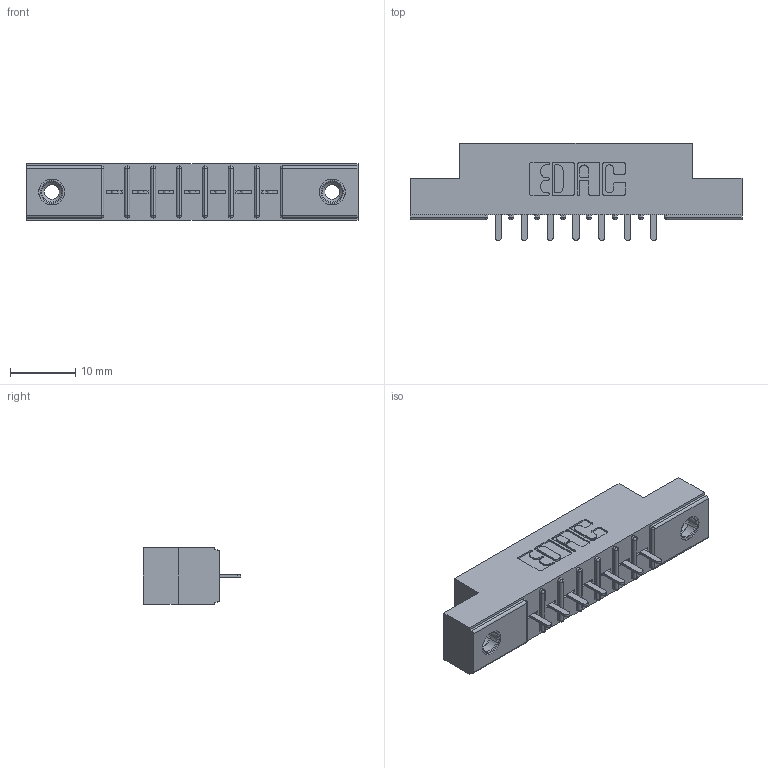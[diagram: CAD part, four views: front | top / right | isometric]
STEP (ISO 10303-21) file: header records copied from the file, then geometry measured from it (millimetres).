
FILE_DESCRIPTION (( 'STEP AP203' ), '1' );
FILE_NAME ('356-007-421-108.STEP', '2020-09-23T08:56:25', ( '' ), ( '' ), 'SwSTEP 2.0', 'SolidWorks 2020', '' );
FILE_SCHEMA (( 'CONFIG_CONTROL_DESIGN' ));
Length unit declared in the file: inch
Products named in the file (4): 306-290-001_121; 345-250-001_345-250-003-102; 356-007-421-108; 306 Part_.156 Dia
Assembly tree (10 placements, depth 2):
  356-007-421-108
    306 Part_.156 Dia
    306-290-001_121  x7
    345-250-001_345-250-003-102  x2
Bounding box: 50.75 x 14.88 x 8.71 mm (x, y, z)
Volume: 3385.2 mm3; surface area: 4517.8 mm2
Topology: 10 solids, 10 shells, 666 faces, 1831 edges, 1174 vertices
Faces by surface type: plane 429, cylinder 193, sphere 28, cone 12, torus 4
Entity records: 12203 total; most frequent: CARTESIAN_POINT 2023, DIRECTION 2007, ORIENTED_EDGE 1994, EDGE_CURVE 997, LINE 759, VECTOR 759, VERTEX_POINT 640, AXIS2_PLACEMENT_3D 624
